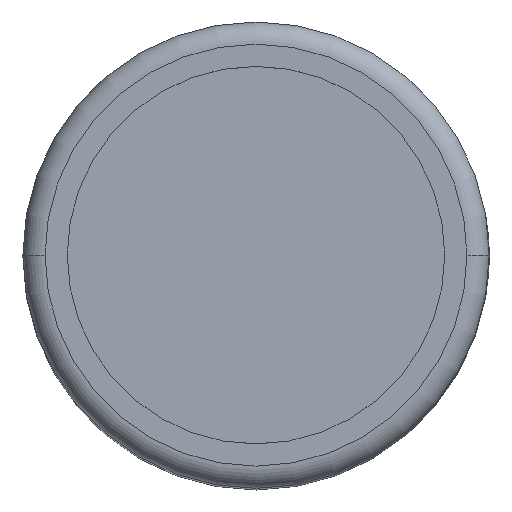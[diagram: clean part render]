
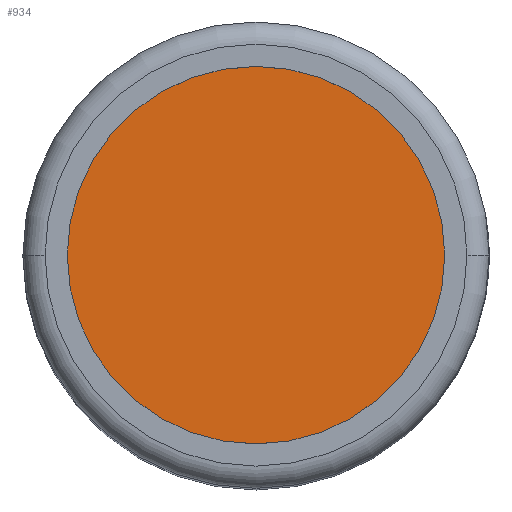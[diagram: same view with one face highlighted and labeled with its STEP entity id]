
A CAD part, top view. The second image highlights one B-rep face of the part: STEP entity #934.
In plain terms, the highlighted planar face has unit normal (0, 0, 1).
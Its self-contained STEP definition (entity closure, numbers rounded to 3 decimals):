
#856=CARTESIAN_POINT('',(4.25,0.,22.2));
#857=VERTEX_POINT('',#856);
#873=CARTESIAN_POINT('',(-4.25,0.,22.2));
#874=VERTEX_POINT('',#873);
#881=CARTESIAN_POINT('',(0.0,0.,22.2));
#882=DIRECTION('',(0.0,0.0,1.0));
#883=DIRECTION('',(1.0,0.0,0.0));
#884=AXIS2_PLACEMENT_3D('',#881,#882,#883);
#885=CIRCLE('',#884,4.25);
#886=EDGE_CURVE('',#857,#874,#885,.T.);
#897=CARTESIAN_POINT('',(0.0,0.,22.2));
#898=DIRECTION('',(0.0,0.0,1.0));
#899=DIRECTION('',(1.0,0.0,0.0));
#900=AXIS2_PLACEMENT_3D('',#897,#898,#899);
#901=CIRCLE('',#900,4.25);
#902=EDGE_CURVE('',#874,#857,#901,.T.);
#925=CARTESIAN_POINT('',(0.0,0.,22.2));
#926=DIRECTION('',(0.0,0.0,1.0));
#927=DIRECTION('',(1.0,0.0,0.0));
#928=AXIS2_PLACEMENT_3D('',#925,#926,#927);
#929=PLANE('',#928);
#930=ORIENTED_EDGE('',*,*,#886,.T.);
#931=ORIENTED_EDGE('',*,*,#902,.T.);
#932=EDGE_LOOP('',(#930,#931));
#933=FACE_OUTER_BOUND('',#932,.T.);
#934=ADVANCED_FACE('',(#933),#929,.T.);
